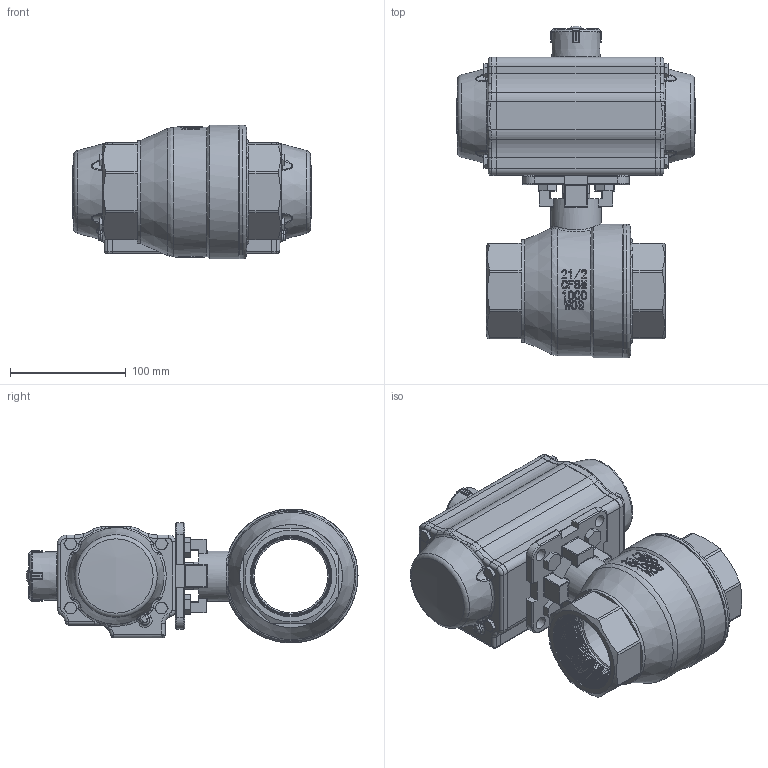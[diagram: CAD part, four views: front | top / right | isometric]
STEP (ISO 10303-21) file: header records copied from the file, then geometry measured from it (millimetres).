
FILE_DESCRIPTION(/* description */ ('Unknown'),/* implementation_level */ '2;1');
FILE_NAME(/* name */ 'DW04_FR05 9650-10',/* time_stamp */ '2022-10-24T10:45:54+02:00',/* author */ ('Unknown'),/* organization */ ('Unknown'),/* preprocessor_version */ 'ST-DEVELOPER v16.7',/* originating_system */ 'Solid Edge',/* authorisation */ 'Unknown');
FILE_SCHEMA (('AUTOMOTIVE_DESIGN {1 0 10303 214 3 1 1}'));
Length unit declared in the file: millimetre
Products named in the file (13): DW70-8.650.065; DW04_FR03_(DW70_FR52); ____; ________(___________; _____________; ______; hex head bolts-full thread grade c gb_GB_FASTENER_BOLT_HHBFTC M6X20-N; cup head nib bolts with large head gb_GB_FASTENER_BOLT_CHNBW M6X25-N; KP-75; 8.650.065; Spindel_DN65; 2.5-1000WOG KV-L20  DN65____; M8x20
Assembly tree (24 placements, depth 4):
  DW70-8.650.065
    DW04_FR03_(DW70_FR52)
      ____
        ________(___________  x2
        _____________  x2
        ______
      hex head bolts-full thread grade c gb_GB_FASTENER_BOLT_HHBFTC M6X20-N  x8
      cup head nib bolts with large head gb_GB_FASTENER_BOLT_CHNBW M6X25-N
      KP-75
    8.650.065
      Spindel_DN65
      2.5-1000WOG KV-L20  DN65____
    M8x20  x4
Bounding box: 206.95 x 287.4 x 116 mm (x, y, z)
Volume: 2418743.1 mm3; surface area: 274412.1 mm2
Topology: 21 solids, 21 shells, 1540 faces, 4147 edges, 2696 vertices
Faces by surface type: plane 540, cylinder 436, bspline 253, cone 160, torus 126, sphere 25
Full cylindrical faces by diameter (mm): 3 x18, 3.3 x8, 4.2 x8, 4.66 x1, 5 x13, 6 x9, 6.2 x1, 6.8 x4, 8 x4, 8.5 x4, 8.8 x2, 11 x4, 21.8 x1, 24 x1, 24.6 x1, 32 x2, 38.5 x1, 44 x1, 48 x1, 63.5 x1, 66.522 x2, 89 x1, 116 x2
Entity records: 84518 total; most frequent: CARTESIAN_POINT 55204, ORIENTED_EDGE 6460, DIRECTION 5402, EDGE_CURVE 3230, VERTEX_POINT 2261, AXIS2_PLACEMENT_3D 2092, FACE_BOUND 1501, EDGE_LOOP 1474
